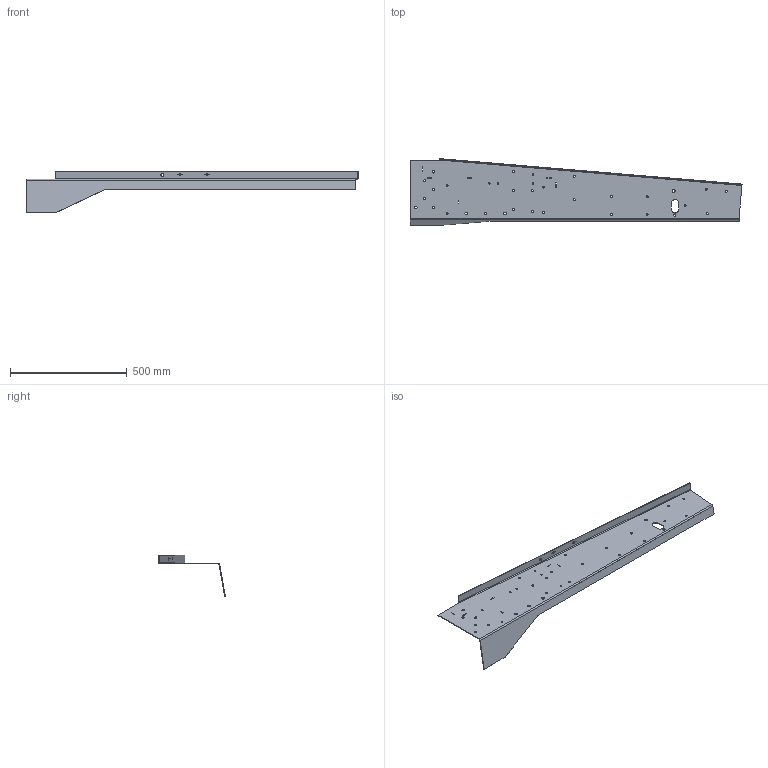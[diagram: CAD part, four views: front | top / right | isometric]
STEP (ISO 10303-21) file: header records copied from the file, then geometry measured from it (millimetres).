
FILE_DESCRIPTION (( 'STEP AP203' ), '1' );
FILE_NAME ('2234305120_Default_sldprt.STEP', '2023-01-20T01:29:32', ( '' ), ( '' ), 'SwSTEP 2.0', 'SolidWorks 2022', '' );
FILE_SCHEMA (( 'CONFIG_CONTROL_DESIGN' ));
Length unit declared in the file: inch
Products named in the file (1): 2234305120_Default_sldprt
Bounding box: 1422.91 x 286.01 x 179.49 mm (x, y, z)
Volume: 1268381.6 mm3; surface area: 850309.2 mm2
Topology: 1 solids, 1 shells, 136 faces, 386 edges, 252 vertices
Faces by surface type: cylinder 89, plane 47
Entity records: 4751 total; most frequent: DIRECTION 838, CARTESIAN_POINT 775, ORIENTED_EDGE 772, EDGE_CURVE 386, AXIS2_PLACEMENT_3D 315, VERTEX_POINT 252, EDGE_LOOP 232, LINE 208
